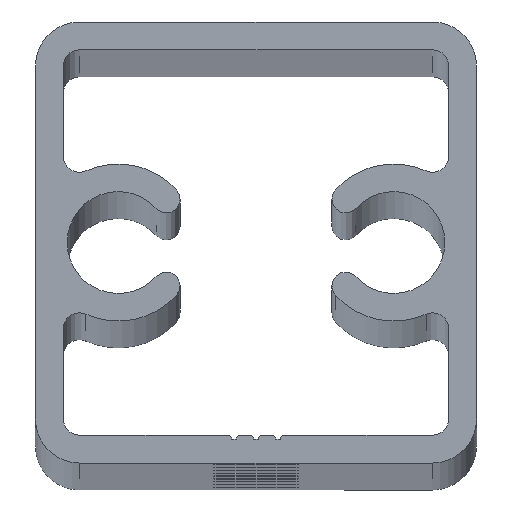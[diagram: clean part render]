
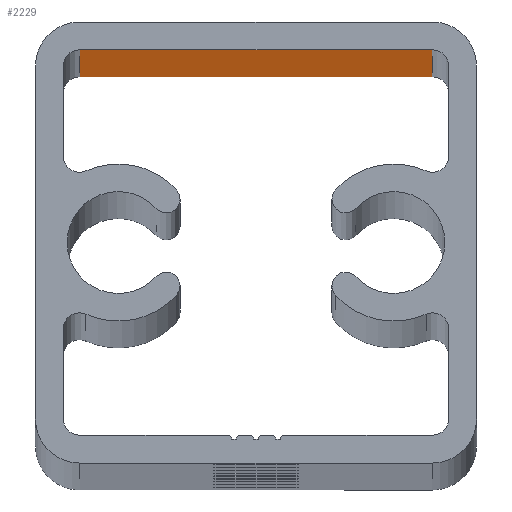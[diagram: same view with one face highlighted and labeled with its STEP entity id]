
A CAD part, top view. The second image highlights one B-rep face of the part: STEP entity #2229.
In plain terms, the highlighted planar face has unit normal (0, -1, 0).
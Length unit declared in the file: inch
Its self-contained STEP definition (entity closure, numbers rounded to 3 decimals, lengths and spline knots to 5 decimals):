
#116 = LINE ( 'NONE', #2214, #458 ) ;
#242 = AXIS2_PLACEMENT_3D ( 'NONE', #5689, #1005, #4716 ) ;
#280 = EDGE_CURVE ( 'NONE', #6642, #1501, #993, .T. ) ;
#332 = LINE ( 'NONE', #2441, #4946 ) ;
#458 = VECTOR ( 'NONE', #1203, 39.37008 ) ;
#967 = LINE ( 'NONE', #2003, #2272 ) ;
#986 = ORIENTED_EDGE ( 'NONE', *, *, #4438, .T. ) ;
#993 = LINE ( 'NONE', #1996, #1029 ) ;
#1005 = DIRECTION ( 'NONE',  ( 0., -1., 0. ) ) ;
#1029 = VECTOR ( 'NONE', #2548, 39.37008 ) ;
#1087 = VERTEX_POINT ( 'NONE', #5855 ) ;
#1178 = EDGE_LOOP ( 'NONE', ( #2668, #4363, #2314, #986 ) ) ;
#1203 = DIRECTION ( 'NONE',  ( 0., 0., -1. ) ) ;
#1501 = VERTEX_POINT ( 'NONE', #5024 ) ;
#1996 = CARTESIAN_POINT ( 'NONE',  ( 0., -0.063, 35. ) ) ;
#2003 = CARTESIAN_POINT ( 'NONE',  ( 0.8, -0.063, 35. ) ) ;
#2196 = CARTESIAN_POINT ( 'NONE',  ( 0., -0.063, 0. ) ) ;
#2214 = CARTESIAN_POINT ( 'NONE',  ( 0., -0.063, 35. ) ) ;
#2229 = ADVANCED_FACE ( 'NONE', ( #2624 ), #3250, .T. ) ;
#2272 = VECTOR ( 'NONE', #4581, 39.37008 ) ;
#2314 = ORIENTED_EDGE ( 'NONE', *, *, #280, .T. ) ;
#2441 = CARTESIAN_POINT ( 'NONE',  ( 0., -0.063, 0. ) ) ;
#2548 = DIRECTION ( 'NONE',  ( -1., 0., 0. ) ) ;
#2624 = FACE_OUTER_BOUND ( 'NONE', #1178, .T. ) ;
#2668 = ORIENTED_EDGE ( 'NONE', *, *, #4973, .F. ) ;
#3124 = EDGE_CURVE ( 'NONE', #6642, #1087, #967, .T. ) ;
#3250 = PLANE ( 'NONE',  #242 ) ;
#4363 = ORIENTED_EDGE ( 'NONE', *, *, #3124, .F. ) ;
#4438 = EDGE_CURVE ( 'NONE', #1501, #4681, #116, .T. ) ;
#4533 = DIRECTION ( 'NONE',  ( -1., 0., 0. ) ) ;
#4580 = CARTESIAN_POINT ( 'NONE',  ( 0.8, -0.063, 35. ) ) ;
#4581 = DIRECTION ( 'NONE',  ( 0., 0., -1. ) ) ;
#4681 = VERTEX_POINT ( 'NONE', #2196 ) ;
#4716 = DIRECTION ( 'NONE',  ( 1., 0., 0. ) ) ;
#4946 = VECTOR ( 'NONE', #4533, 39.37008 ) ;
#4973 = EDGE_CURVE ( 'NONE', #1087, #4681, #332, .T. ) ;
#5024 = CARTESIAN_POINT ( 'NONE',  ( 0., -0.063, 35. ) ) ;
#5689 = CARTESIAN_POINT ( 'NONE',  ( 0., -0.063, 35. ) ) ;
#5855 = CARTESIAN_POINT ( 'NONE',  ( 0.8, -0.063, 0. ) ) ;
#6642 = VERTEX_POINT ( 'NONE', #4580 ) ;
